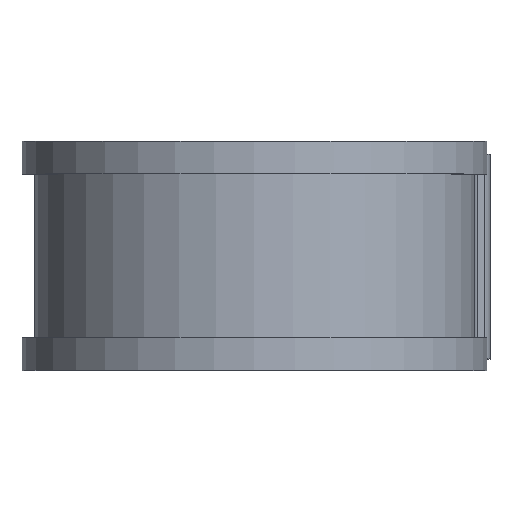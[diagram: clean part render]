
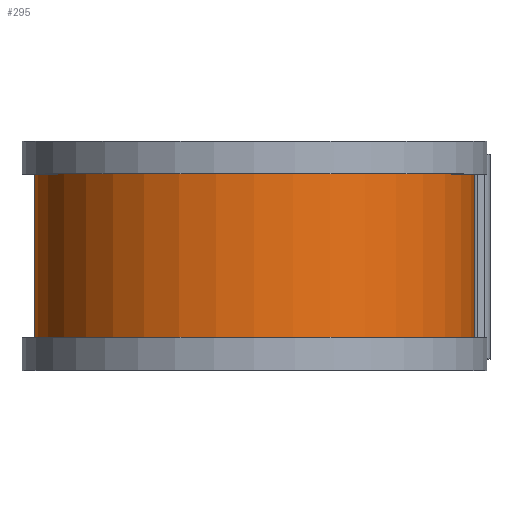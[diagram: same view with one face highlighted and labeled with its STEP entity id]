
A CAD part, top view. The second image highlights one B-rep face of the part: STEP entity #295.
In plain terms, the highlighted cylindrical face has radius 27.343 mm (diameter 54.686 mm), a partial arc.
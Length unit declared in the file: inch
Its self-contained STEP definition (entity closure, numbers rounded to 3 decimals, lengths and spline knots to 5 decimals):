
#18 = DIRECTION ( 'NONE',  ( 0., 0., -1. ) ) ;
#24 = DIRECTION ( 'NONE',  ( 0., -1., 0. ) ) ;
#33 = CARTESIAN_POINT ( 'NONE',  ( 0., 0.4, 0. ) ) ;
#46 = EDGE_CURVE ( 'NONE', #586, #855, #240, .T. ) ;
#112 = EDGE_LOOP ( 'NONE', ( #898, #1289, #1291, #1190 ) ) ;
#230 = CARTESIAN_POINT ( 'NONE',  ( 0., 0.4, -1.0765 ) ) ;
#240 = LINE ( 'NONE', #1425, #251 ) ;
#251 = VECTOR ( 'NONE', #1664, 39.37008 ) ;
#286 = CARTESIAN_POINT ( 'NONE',  ( 1.0765, -0.4, 0. ) ) ;
#295 = ADVANCED_FACE ( 'NONE', ( #1460 ), #1218, .T. ) ;
#445 = EDGE_CURVE ( 'NONE', #586, #829, #1266, .T. ) ;
#586 = VERTEX_POINT ( 'NONE', #1543 ) ;
#599 = AXIS2_PLACEMENT_3D ( 'NONE', #1231, #1237, #1241 ) ;
#603 = AXIS2_PLACEMENT_3D ( 'NONE', #33, #24, #18 ) ;
#616 = EDGE_CURVE ( 'NONE', #829, #1070, #1178, .T. ) ;
#705 = DIRECTION ( 'NONE',  ( 0., -1., 0. ) ) ;
#720 = CARTESIAN_POINT ( 'NONE',  ( 0., 0.5, 0. ) ) ;
#759 = DIRECTION ( 'NONE',  ( 0., 0., -1. ) ) ;
#772 = VECTOR ( 'NONE', #1720, 39.37008 ) ;
#829 = VERTEX_POINT ( 'NONE', #230 ) ;
#855 = VERTEX_POINT ( 'NONE', #286 ) ;
#898 = ORIENTED_EDGE ( 'NONE', *, *, #46, .F. ) ;
#1070 = VERTEX_POINT ( 'NONE', #1423 ) ;
#1112 = EDGE_CURVE ( 'NONE', #855, #1070, #1248, .T. ) ;
#1178 = LINE ( 'NONE', #1321, #772 ) ;
#1190 = ORIENTED_EDGE ( 'NONE', *, *, #1112, .F. ) ;
#1218 = CYLINDRICAL_SURFACE ( 'NONE', #1551, 1.0765 ) ;
#1231 = CARTESIAN_POINT ( 'NONE',  ( 0., -0.4, 0. ) ) ;
#1237 = DIRECTION ( 'NONE',  ( 0., -1., 0. ) ) ;
#1241 = DIRECTION ( 'NONE',  ( 0., 0., -1. ) ) ;
#1248 = CIRCLE ( 'NONE', #599, 1.0765 ) ;
#1266 = CIRCLE ( 'NONE', #603, 1.0765 ) ;
#1289 = ORIENTED_EDGE ( 'NONE', *, *, #445, .T. ) ;
#1291 = ORIENTED_EDGE ( 'NONE', *, *, #616, .T. ) ;
#1321 = CARTESIAN_POINT ( 'NONE',  ( 0., 0.5, -1.0765 ) ) ;
#1423 = CARTESIAN_POINT ( 'NONE',  ( 0., -0.4, -1.0765 ) ) ;
#1425 = CARTESIAN_POINT ( 'NONE',  ( 1.0765, 0.5, 0. ) ) ;
#1460 = FACE_OUTER_BOUND ( 'NONE', #112, .T. ) ;
#1543 = CARTESIAN_POINT ( 'NONE',  ( 1.0765, 0.4, 0. ) ) ;
#1551 = AXIS2_PLACEMENT_3D ( 'NONE', #720, #705, #759 ) ;
#1664 = DIRECTION ( 'NONE',  ( 0., -1., 0. ) ) ;
#1720 = DIRECTION ( 'NONE',  ( 0., -1., 0. ) ) ;
